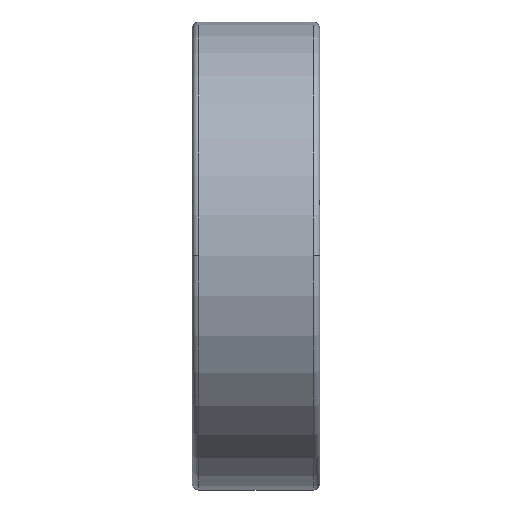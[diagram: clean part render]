
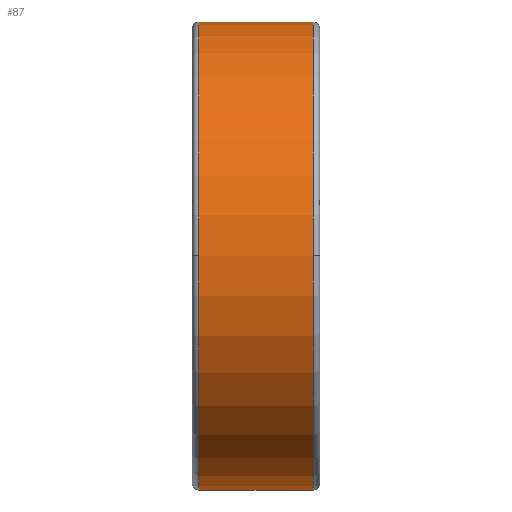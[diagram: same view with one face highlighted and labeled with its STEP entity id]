
A CAD part, top view. The second image highlights one B-rep face of the part: STEP entity #87.
In plain terms, the highlighted cylindrical face has radius 11 mm (diameter 22 mm), a partial arc.
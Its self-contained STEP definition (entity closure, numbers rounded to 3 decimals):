
#87=ADVANCED_FACE('',(#233),#234,.T.);
#233=FACE_OUTER_BOUND('',#535,.T.);
#234=CYLINDRICAL_SURFACE('',#536,11.0);
#535=EDGE_LOOP('',(#891,#892,#893,#894,#895,#896));
#536=AXIS2_PLACEMENT_3D('',#897,#898,#899);
#891=ORIENTED_EDGE('',*,*,#1863,.F.);
#892=ORIENTED_EDGE('',*,*,#1864,.T.);
#893=ORIENTED_EDGE('',*,*,#1865,.T.);
#894=ORIENTED_EDGE('',*,*,#1866,.F.);
#895=ORIENTED_EDGE('',*,*,#1867,.F.);
#896=ORIENTED_EDGE('',*,*,#1860,.F.);
#897=CARTESIAN_POINT('',(3.0,0.0,0.0));
#898=DIRECTION('',(-1.0,0.0,0.0));
#899=DIRECTION('',(0.0,1.0,0.0));
#1860=EDGE_CURVE('',#2184,#2186,#2187,.T.);
#1863=EDGE_CURVE('',#2191,#2184,#2192,.T.);
#1864=EDGE_CURVE('',#2191,#2193,#2194,.T.);
#1865=EDGE_CURVE('',#2193,#2195,#2196,.T.);
#1866=EDGE_CURVE('',#2197,#2195,#2198,.T.);
#1867=EDGE_CURVE('',#2186,#2197,#2199,.T.);
#2184=VERTEX_POINT('',#2680);
#2186=VERTEX_POINT('',#2682);
#2187=CIRCLE('',#2683,11.0);
#2191=VERTEX_POINT('',#2687);
#2192=LINE('',#2688,#2689);
#2193=VERTEX_POINT('',#2690);
#2194=CIRCLE('',#2691,11.0);
#2195=VERTEX_POINT('',#2692);
#2196=CIRCLE('',#2693,11.0);
#2197=VERTEX_POINT('',#2694);
#2198=LINE('',#2695,#2696);
#2199=CIRCLE('',#2697,11.0);
#2680=CARTESIAN_POINT('',(5.7,11.0,0.0));
#2682=CARTESIAN_POINT('',(5.7,0.,11.0));
#2683=AXIS2_PLACEMENT_3D('',#3878,#3879,#3880);
#2687=CARTESIAN_POINT('',(0.3,11.0,0.0));
#2688=CARTESIAN_POINT('',(3.0,11.0,0.));
#2689=VECTOR('',#3887,1.0);
#2690=CARTESIAN_POINT('',(0.3,0.,11.0));
#2691=AXIS2_PLACEMENT_3D('',#3888,#3889,#3890);
#2692=CARTESIAN_POINT('',(0.3,-11.0,0.));
#2693=AXIS2_PLACEMENT_3D('',#3891,#3892,#3893);
#2694=CARTESIAN_POINT('',(5.7,-11.0,0.));
#2695=CARTESIAN_POINT('',(3.0,-11.0,0.));
#2696=VECTOR('',#3894,1.0);
#2697=AXIS2_PLACEMENT_3D('',#3895,#3896,#3897);
#3878=CARTESIAN_POINT('',(5.7,0.0,0.0));
#3879=DIRECTION('',(1.0,0.0,0.0));
#3880=DIRECTION('',(0.0,1.0,0.0));
#3887=DIRECTION('',(1.0,0.0,0.0));
#3888=CARTESIAN_POINT('',(0.3,0.0,0.0));
#3889=DIRECTION('',(1.0,0.0,0.0));
#3890=DIRECTION('',(0.0,1.0,0.0));
#3891=CARTESIAN_POINT('',(0.3,0.0,0.0));
#3892=DIRECTION('',(1.0,0.0,0.0));
#3893=DIRECTION('',(0.0,1.0,0.0));
#3894=DIRECTION('',(-1.0,-0.0,-0.0));
#3895=CARTESIAN_POINT('',(5.7,0.0,0.0));
#3896=DIRECTION('',(1.0,0.0,0.0));
#3897=DIRECTION('',(0.0,1.0,0.0));
